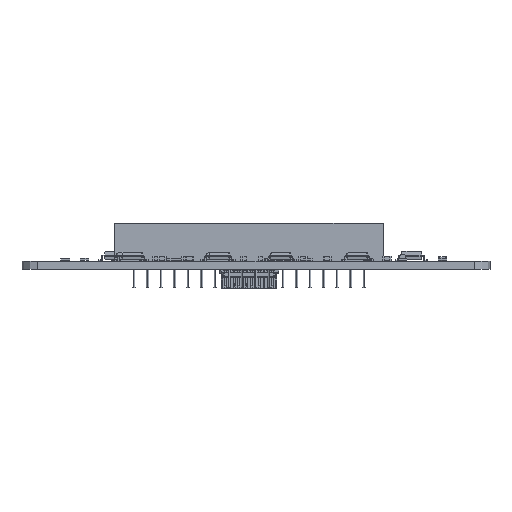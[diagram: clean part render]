
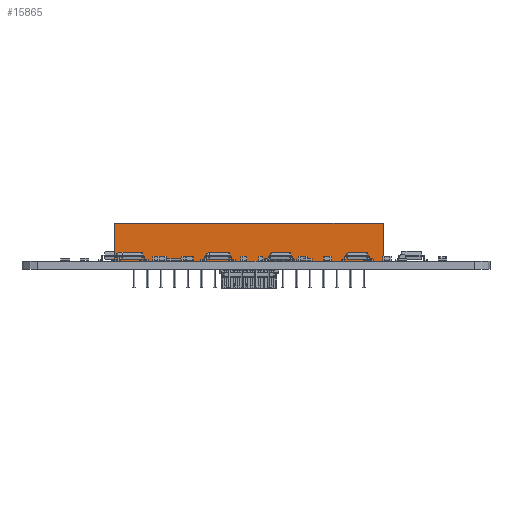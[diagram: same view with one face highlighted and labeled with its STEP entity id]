
A CAD part, front view. The second image highlights one B-rep face of the part: STEP entity #15865.
In plain terms, the highlighted face is planar.
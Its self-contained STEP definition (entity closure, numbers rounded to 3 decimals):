
#10680 = VERTEX_POINT('',#10681);
#10681 = CARTESIAN_POINT('',(23.65,-8.1,-9.5));
#10687 = EDGE_CURVE('',#10680,#10688,#10690,.T.);
#10688 = VERTEX_POINT('',#10689);
#10689 = CARTESIAN_POINT('',(25.15,-8.1,-9.5));
#10690 = LINE('',#10691,#10692);
#10691 = CARTESIAN_POINT('',(-25.15,-8.1,-9.5));
#10692 = VECTOR('',#10693,1.);
#10693 = DIRECTION('',(1.,0.,0.));
#10734 = VERTEX_POINT('',#10735);
#10735 = CARTESIAN_POINT('',(23.286,-7.1,-9.5));
#10741 = EDGE_CURVE('',#10680,#10734,#10742,.T.);
#10742 = LINE('',#10743,#10744);
#10743 = CARTESIAN_POINT('',(14.93,15.859,-9.5));
#10744 = VECTOR('',#10745,1.);
#10745 = DIRECTION('',(-0.342,0.94,0.));
#11297 = VERTEX_POINT('',#11298);
#11298 = CARTESIAN_POINT('',(-25.15,0.,-9.5));
#11315 = VERTEX_POINT('',#11316);
#11316 = CARTESIAN_POINT('',(25.15,0.,-9.5));
#11322 = EDGE_CURVE('',#11297,#11315,#11323,.T.);
#11323 = LINE('',#11324,#11325);
#11324 = CARTESIAN_POINT('',(-25.15,0.,-9.5));
#11325 = VECTOR('',#11326,1.);
#11326 = DIRECTION('',(1.,0.,0.));
#13499 = EDGE_CURVE('',#10688,#11315,#13500,.T.);
#13500 = LINE('',#13501,#13502);
#13501 = CARTESIAN_POINT('',(25.15,-8.1,-9.5));
#13502 = VECTOR('',#13503,1.);
#13503 = DIRECTION('',(0.,1.,0.));
#15224 = VERTEX_POINT('',#15225);
#15225 = CARTESIAN_POINT('',(-23.286,-7.1,-9.5));
#15231 = EDGE_CURVE('',#10734,#15224,#15232,.T.);
#15232 = LINE('',#15233,#15234);
#15233 = CARTESIAN_POINT('',(-39.77,-7.1,-9.5));
#15234 = VECTOR('',#15235,1.);
#15235 = DIRECTION('',(-1.,0.,0.));
#15661 = VERTEX_POINT('',#15662);
#15662 = CARTESIAN_POINT('',(-23.65,-8.1,-9.5));
#15686 = VERTEX_POINT('',#15687);
#15687 = CARTESIAN_POINT('',(-25.15,-8.1,-9.5));
#15693 = EDGE_CURVE('',#15686,#15661,#15694,.T.);
#15694 = LINE('',#15695,#15696);
#15695 = CARTESIAN_POINT('',(-25.15,-8.1,-9.5));
#15696 = VECTOR('',#15697,1.);
#15697 = DIRECTION('',(1.,0.,0.));
#15771 = EDGE_CURVE('',#15686,#11297,#15772,.T.);
#15772 = LINE('',#15773,#15774);
#15773 = CARTESIAN_POINT('',(-25.15,-8.1,-9.5));
#15774 = VECTOR('',#15775,1.);
#15775 = DIRECTION('',(0.,1.,0.));
#15833 = EDGE_CURVE('',#15224,#15661,#15834,.T.);
#15834 = LINE('',#15835,#15836);
#15835 = CARTESIAN_POINT('',(-24.234,-9.705,-9.5));
#15836 = VECTOR('',#15837,1.);
#15837 = DIRECTION('',(-0.342,-0.94,0.));
#15865 = ADVANCED_FACE('',(#15866),#15876,.F.);
#15866 = FACE_BOUND('',#15867,.T.);
#15867 = EDGE_LOOP('',(#15868,#15869,#15870,#15871,#15872,#15873,#15874,
    #15875));
#15868 = ORIENTED_EDGE('',*,*,#15231,.T.);
#15869 = ORIENTED_EDGE('',*,*,#15833,.T.);
#15870 = ORIENTED_EDGE('',*,*,#15693,.F.);
#15871 = ORIENTED_EDGE('',*,*,#15771,.T.);
#15872 = ORIENTED_EDGE('',*,*,#11322,.T.);
#15873 = ORIENTED_EDGE('',*,*,#13499,.F.);
#15874 = ORIENTED_EDGE('',*,*,#10687,.F.);
#15875 = ORIENTED_EDGE('',*,*,#10741,.T.);
#15876 = PLANE('',#15877);
#15877 = AXIS2_PLACEMENT_3D('',#15878,#15879,#15880);
#15878 = CARTESIAN_POINT('',(-25.15,-8.1,-9.5));
#15879 = DIRECTION('',(0.,0.,1.));
#15880 = DIRECTION('',(1.,0.,-0.));
